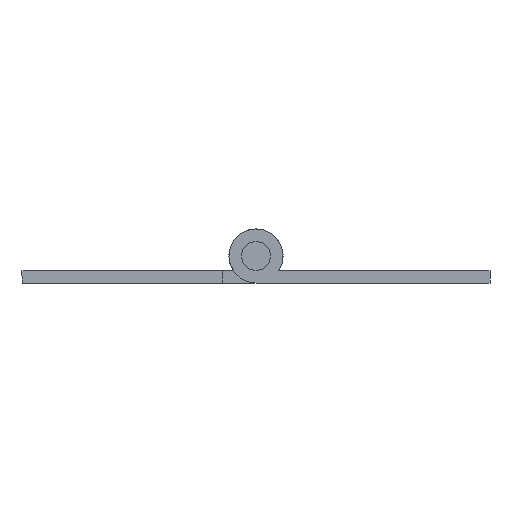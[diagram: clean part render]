
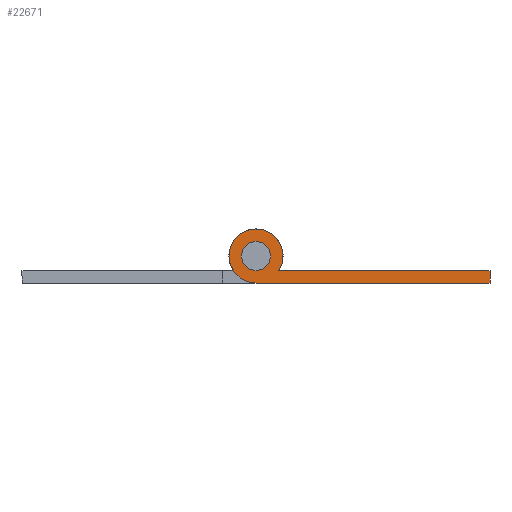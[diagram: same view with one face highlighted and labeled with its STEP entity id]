
A CAD part, front view. The second image highlights one B-rep face of the part: STEP entity #22671.
In plain terms, the highlighted planar face has unit normal (0, -1, 0).
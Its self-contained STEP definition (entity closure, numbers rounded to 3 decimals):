
#9130 = CARTESIAN_POINT ( 'NONE',  ( 1.844, -900., -1.2 ) ) ;
#9131 = CARTESIAN_POINT ( 'NONE',  ( 0., -900., -2.2 ) ) ;
#9132 = DIRECTION ( 'NONE',  ( 0., 0., 1. ) ) ;
#9133 = DIRECTION ( 'NONE',  ( 0., 1., 0. ) ) ;
#9134 = CARTESIAN_POINT ( 'NONE',  ( 0., -900., 0. ) ) ;
#9135 = AXIS2_PLACEMENT_3D ( 'NONE', #9134, #9133, #9132 ) ;
#9136 = CIRCLE ( 'NONE', #9135, 2.2 ) ;
#9235 = DIRECTION ( 'NONE',  ( 0., 0., 1. ) ) ;
#9236 = DIRECTION ( 'NONE',  ( 0., 1., 0. ) ) ;
#9237 = CARTESIAN_POINT ( 'NONE',  ( 0., -900., 0. ) ) ;
#9238 = AXIS2_PLACEMENT_3D ( 'NONE', #9237, #9236, #9235 ) ;
#9239 = CIRCLE ( 'NONE', #9238, 1.2 ) ;
#9240 = DIRECTION ( 'NONE',  ( -1., 0., 0. ) ) ;
#9241 = VECTOR ( 'NONE', #9240, 1000. ) ;
#9242 = CARTESIAN_POINT ( 'NONE',  ( 0., -900., -2.2 ) ) ;
#9243 = LINE ( 'NONE', #9242, #9241 ) ;
#9348 = DIRECTION ( 'NONE',  ( 1., 0., 0. ) ) ;
#9349 = VECTOR ( 'NONE', #9348, 1000. ) ;
#9350 = CARTESIAN_POINT ( 'NONE',  ( 19., -900., -1.2 ) ) ;
#9351 = LINE ( 'NONE', #9350, #9349 ) ;
#9352 = CARTESIAN_POINT ( 'NONE',  ( 19., -900., -2.2 ) ) ;
#9353 = CARTESIAN_POINT ( 'NONE',  ( 19., -900., -1.2 ) ) ;
#9354 = DIRECTION ( 'NONE',  ( 0., 0., -1. ) ) ;
#9355 = VECTOR ( 'NONE', #9354, 1000. ) ;
#9356 = CARTESIAN_POINT ( 'NONE',  ( 19., -900., -2.2 ) ) ;
#9357 = DIRECTION ( 'NONE',  ( 0., 0., 1. ) ) ;
#9358 = DIRECTION ( 'NONE',  ( 0., 1., 0. ) ) ;
#9359 = CARTESIAN_POINT ( 'NONE',  ( 0., -900., 0. ) ) ;
#9360 = AXIS2_PLACEMENT_3D ( 'NONE', #9359, #9358, #9357 ) ;
#9361 = LINE ( 'NONE', #9356, #9355 ) ;
#9362 = PLANE ( 'NONE',  #9360 ) ;
#9363 = FACE_BOUND ( 'NONE', #22598, .T. ) ;
#9364 = FACE_OUTER_BOUND ( 'NONE', #22672, .T. ) ;
#11773 = CARTESIAN_POINT ( 'NONE',  ( 0., -900., -1.2 ) ) ;
#11777 = DIRECTION ( 'NONE',  ( 0., 0., 1. ) ) ;
#11778 = DIRECTION ( 'NONE',  ( 0., 1., 0. ) ) ;
#11779 = CARTESIAN_POINT ( 'NONE',  ( 0., -900., 0. ) ) ;
#11780 = AXIS2_PLACEMENT_3D ( 'NONE', #11779, #11778, #11777 ) ;
#11781 = CIRCLE ( 'NONE', #11780, 1.2 ) ;
#11788 = CARTESIAN_POINT ( 'NONE',  ( 0., -900., 1.2 ) ) ;
#22554 = EDGE_CURVE ( 'NONE', #22555, #22556, #9136, .T. ) ;
#22555 = VERTEX_POINT ( 'NONE', #9131 ) ;
#22556 = VERTEX_POINT ( 'NONE', #9130 ) ;
#22595 = ORIENTED_EDGE ( 'NONE', *, *, #22554, .F. ) ;
#22596 = ORIENTED_EDGE ( 'NONE', *, *, #22597, .F. ) ;
#22597 = EDGE_CURVE ( 'NONE', #22676, #22555, #9243, .T. ) ;
#22598 = EDGE_LOOP ( 'NONE', ( #22599, #22600 ) ) ;
#22599 = ORIENTED_EDGE ( 'NONE', *, *, #24021, .T. ) ;
#22600 = ORIENTED_EDGE ( 'NONE', *, *, #22601, .T. ) ;
#22601 = EDGE_CURVE ( 'NONE', #24017, #24024, #9239, .T. ) ;
#22671 = ADVANCED_FACE ( 'NONE', ( #9364, #9363 ), #9362, .F. ) ;
#22672 = EDGE_LOOP ( 'NONE', ( #22673, #22677, #22595, #22596 ) ) ;
#22673 = ORIENTED_EDGE ( 'NONE', *, *, #22674, .F. ) ;
#22674 = EDGE_CURVE ( 'NONE', #22675, #22676, #9361, .T. ) ;
#22675 = VERTEX_POINT ( 'NONE', #9353 ) ;
#22676 = VERTEX_POINT ( 'NONE', #9352 ) ;
#22677 = ORIENTED_EDGE ( 'NONE', *, *, #22678, .F. ) ;
#22678 = EDGE_CURVE ( 'NONE', #22556, #22675, #9351, .T. ) ;
#24017 = VERTEX_POINT ( 'NONE', #11788 ) ;
#24021 = EDGE_CURVE ( 'NONE', #24024, #24017, #11781, .T. ) ;
#24024 = VERTEX_POINT ( 'NONE', #11773 ) ;
